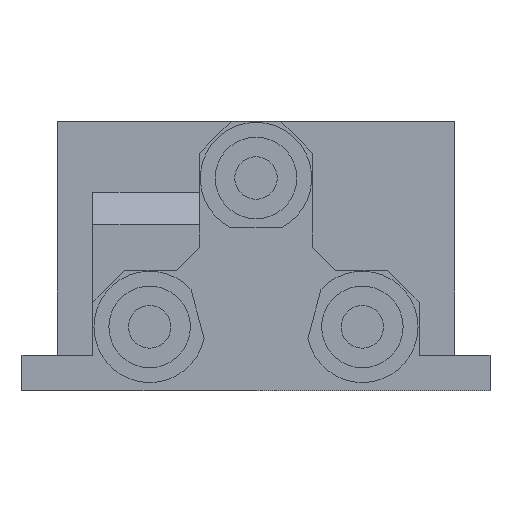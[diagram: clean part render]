
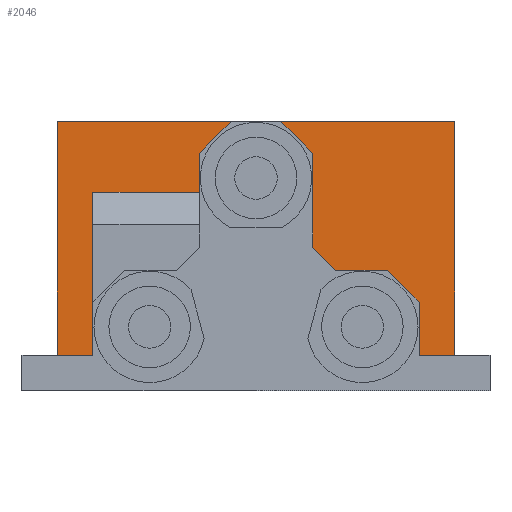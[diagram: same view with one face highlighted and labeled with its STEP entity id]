
A CAD part, front view. The second image highlights one B-rep face of the part: STEP entity #2046.
In plain terms, the highlighted planar face has unit normal (0, -1, 0).
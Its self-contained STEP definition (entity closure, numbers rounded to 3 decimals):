
#1615=CARTESIAN_POINT('',(-1.,-14.5,35.));
#1616=VERTEX_POINT('',#1615);
#1623=CARTESIAN_POINT('',(-1.,-14.5,27.0));
#1624=VERTEX_POINT('',#1623);
#1625=CARTESIAN_POINT('',(-1.,-14.5,35.));
#1626=DIRECTION('',(0.0,0.0,-1.0));
#1627=VECTOR('',#1626,8.);
#1628=LINE('',#1625,#1627);
#1629=EDGE_CURVE('',#1616,#1624,#1628,.T.);
#1679=CARTESIAN_POINT('',(-5.,-14.5,27.0));
#1680=VERTEX_POINT('',#1679);
#1681=CARTESIAN_POINT('',(-1.,-14.5,27.0));
#1682=DIRECTION('',(-1.0,0.0,0.0));
#1683=VECTOR('',#1682,4.);
#1684=LINE('',#1681,#1683);
#1685=EDGE_CURVE('',#1624,#1680,#1684,.T.);
#1709=CARTESIAN_POINT('',(5.,-14.5,23.25));
#1710=VERTEX_POINT('',#1709);
#1743=CARTESIAN_POINT('',(11.25,-14.5,17.0));
#1744=VERTEX_POINT('',#1743);
#1751=CARTESIAN_POINT('',(5.,-14.5,23.25));
#1752=DIRECTION('',(0.707,0.0,-0.707));
#1753=VECTOR('',#1752,8.839);
#1754=LINE('',#1751,#1753);
#1755=EDGE_CURVE('',#1710,#1744,#1754,.T.);
#1885=CARTESIAN_POINT('',(-23.0,-14.5,24.));
#1886=VERTEX_POINT('',#1885);
#1887=CARTESIAN_POINT('',(-5.,-14.5,24.));
#1888=VERTEX_POINT('',#1887);
#1889=CARTESIAN_POINT('',(-23.0,-14.5,24.));
#1890=DIRECTION('',(1.0,0.0,0.0));
#1891=VECTOR('',#1890,18.);
#1892=LINE('',#1889,#1891);
#1893=EDGE_CURVE('',#1886,#1888,#1892,.T.);
#1929=CARTESIAN_POINT('',(28.,-14.5,5.0));
#1930=DIRECTION('',(0.0,-1.0,0.0));
#1931=DIRECTION('',(0.0,0.0,-1.0));
#1932=AXIS2_PLACEMENT_3D('',#1929,#1930,#1931);
#1933=PLANE('',#1932);
#1934=CARTESIAN_POINT('',(-23.,-14.5,5.0));
#1935=VERTEX_POINT('',#1934);
#1936=CARTESIAN_POINT('',(-23.0,-14.5,24.));
#1937=DIRECTION('',(0.0,0.0,-1.0));
#1938=VECTOR('',#1937,19.);
#1939=LINE('',#1936,#1938);
#1940=EDGE_CURVE('',#1886,#1935,#1939,.T.);
#1941=ORIENTED_EDGE('',*,*,#1940,.F.);
#1942=ORIENTED_EDGE('',*,*,#1893,.T.);
#1943=CARTESIAN_POINT('',(-5.,-14.5,24.));
#1944=DIRECTION('',(0.0,0.0,1.0));
#1945=VECTOR('',#1944,3.);
#1946=LINE('',#1943,#1945);
#1947=EDGE_CURVE('',#1888,#1680,#1946,.T.);
#1948=ORIENTED_EDGE('',*,*,#1947,.T.);
#1949=ORIENTED_EDGE('',*,*,#1685,.F.);
#1950=ORIENTED_EDGE('',*,*,#1629,.F.);
#1951=CARTESIAN_POINT('',(1.,-14.5,35.));
#1952=VERTEX_POINT('',#1951);
#1953=CARTESIAN_POINT('',(-1.,-14.5,35.));
#1954=DIRECTION('',(1.0,0.0,0.0));
#1955=VECTOR('',#1954,2.);
#1956=LINE('',#1953,#1955);
#1957=EDGE_CURVE('',#1616,#1952,#1956,.T.);
#1958=ORIENTED_EDGE('',*,*,#1957,.T.);
#1959=CARTESIAN_POINT('',(1.,-14.5,27.));
#1960=VERTEX_POINT('',#1959);
#1961=CARTESIAN_POINT('',(1.,-14.5,35.));
#1962=DIRECTION('',(0.0,0.0,-1.0));
#1963=VECTOR('',#1962,8.0);
#1964=LINE('',#1961,#1963);
#1965=EDGE_CURVE('',#1952,#1960,#1964,.T.);
#1966=ORIENTED_EDGE('',*,*,#1965,.T.);
#1967=CARTESIAN_POINT('',(5.,-14.5,27.));
#1968=VERTEX_POINT('',#1967);
#1969=CARTESIAN_POINT('',(5.,-14.5,27.));
#1970=DIRECTION('',(-1.0,0.0,0.0));
#1971=VECTOR('',#1970,4.);
#1972=LINE('',#1969,#1971);
#1973=EDGE_CURVE('',#1968,#1960,#1972,.T.);
#1974=ORIENTED_EDGE('',*,*,#1973,.F.);
#1975=CARTESIAN_POINT('',(5.,-14.5,27.));
#1976=DIRECTION('',(0.0,0.0,-1.0));
#1977=VECTOR('',#1976,3.75);
#1978=LINE('',#1975,#1977);
#1979=EDGE_CURVE('',#1968,#1710,#1978,.T.);
#1980=ORIENTED_EDGE('',*,*,#1979,.T.);
#1981=ORIENTED_EDGE('',*,*,#1755,.T.);
#1982=CARTESIAN_POINT('',(18.5,-14.5,17.0));
#1983=VERTEX_POINT('',#1982);
#1984=CARTESIAN_POINT('',(18.5,-14.5,17.0));
#1985=DIRECTION('',(-1.0,0.0,0.0));
#1986=VECTOR('',#1985,7.25);
#1987=LINE('',#1984,#1986);
#1988=EDGE_CURVE('',#1983,#1744,#1987,.T.);
#1989=ORIENTED_EDGE('',*,*,#1988,.F.);
#1990=CARTESIAN_POINT('',(23.,-14.5,12.5));
#1991=VERTEX_POINT('',#1990);
#1992=CARTESIAN_POINT('',(23.,-14.5,12.5));
#1993=DIRECTION('',(-0.707,0.0,0.707));
#1994=VECTOR('',#1993,6.364);
#1995=LINE('',#1992,#1994);
#1996=EDGE_CURVE('',#1991,#1983,#1995,.T.);
#1997=ORIENTED_EDGE('',*,*,#1996,.F.);
#1998=CARTESIAN_POINT('',(23.,-14.5,5.0));
#1999=VERTEX_POINT('',#1998);
#2000=CARTESIAN_POINT('',(23.,-14.5,5.0));
#2001=DIRECTION('',(0.0,0.0,1.0));
#2002=VECTOR('',#2001,7.5);
#2003=LINE('',#2000,#2002);
#2004=EDGE_CURVE('',#1999,#1991,#2003,.T.);
#2005=ORIENTED_EDGE('',*,*,#2004,.F.);
#2006=CARTESIAN_POINT('',(28.,-14.5,5.0));
#2007=VERTEX_POINT('',#2006);
#2008=CARTESIAN_POINT('',(28.,-14.5,5.0));
#2009=DIRECTION('',(-1.0,0.0,0.0));
#2010=VECTOR('',#2009,5.);
#2011=LINE('',#2008,#2010);
#2012=EDGE_CURVE('',#2007,#1999,#2011,.T.);
#2013=ORIENTED_EDGE('',*,*,#2012,.F.);
#2014=CARTESIAN_POINT('',(28.,-14.5,38.0));
#2015=VERTEX_POINT('',#2014);
#2016=CARTESIAN_POINT('',(28.,-14.5,5.0));
#2017=DIRECTION('',(0.0,0.0,1.0));
#2018=VECTOR('',#2017,33.0);
#2019=LINE('',#2016,#2018);
#2020=EDGE_CURVE('',#2007,#2015,#2019,.T.);
#2021=ORIENTED_EDGE('',*,*,#2020,.T.);
#2022=CARTESIAN_POINT('',(-28.,-14.5,38.0));
#2023=VERTEX_POINT('',#2022);
#2024=CARTESIAN_POINT('',(28.,-14.5,38.0));
#2025=DIRECTION('',(-1.0,0.0,0.0));
#2026=VECTOR('',#2025,56.);
#2027=LINE('',#2024,#2026);
#2028=EDGE_CURVE('',#2015,#2023,#2027,.T.);
#2029=ORIENTED_EDGE('',*,*,#2028,.T.);
#2030=CARTESIAN_POINT('',(-28.,-14.5,5.0));
#2031=VERTEX_POINT('',#2030);
#2032=CARTESIAN_POINT('',(-28.,-14.5,5.0));
#2033=DIRECTION('',(0.0,0.0,1.0));
#2034=VECTOR('',#2033,33.0);
#2035=LINE('',#2032,#2034);
#2036=EDGE_CURVE('',#2031,#2023,#2035,.T.);
#2037=ORIENTED_EDGE('',*,*,#2036,.F.);
#2038=CARTESIAN_POINT('',(-23.,-14.5,5.0));
#2039=DIRECTION('',(-1.0,0.0,0.0));
#2040=VECTOR('',#2039,5.);
#2041=LINE('',#2038,#2040);
#2042=EDGE_CURVE('',#1935,#2031,#2041,.T.);
#2043=ORIENTED_EDGE('',*,*,#2042,.F.);
#2044=EDGE_LOOP('',(#1941,#1942,#1948,#1949,#1950,#1958,#1966,#1974,#1980,#1981,#1989,#1997,#2005,#2013,#2021,#2029,#2037,#2043));
#2045=FACE_OUTER_BOUND('',#2044,.T.);
#2046=ADVANCED_FACE('',(#2045),#1933,.T.);
